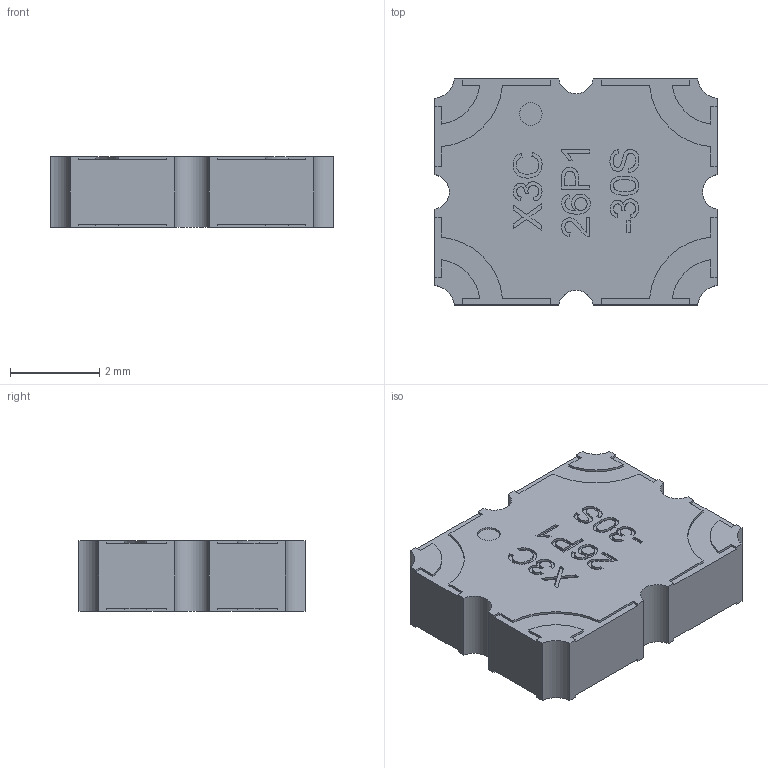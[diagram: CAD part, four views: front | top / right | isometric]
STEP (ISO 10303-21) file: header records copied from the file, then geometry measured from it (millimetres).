
FILE_DESCRIPTION (( 'STEP AP203' ), '1' );
FILE_NAME ('X3C26P1-30S.STEP', '2025-06-03T13:30:20', ( '' ), ( '' ), 'SwSTEP 2.0', 'SolidWorks 2023', '' );
FILE_SCHEMA (( 'CONFIG_CONTROL_DESIGN' ));
Length unit declared in the file: inch
Products named in the file (1): X3C26P1-30S
Bounding box: 6.35 x 5.08 x 1.57 mm (x, y, z)
Volume: 48 mm3; surface area: 101.8 mm2
Topology: 1 solids, 1 shells, 283 faces, 795 edges, 530 vertices
Faces by surface type: plane 166, bspline 96, cylinder 21
Entity records: 14354 total; most frequent: CARTESIAN_POINT 7585, ORIENTED_EDGE 1590, DIRECTION 1021, EDGE_CURVE 795, VECTOR 561, LINE 561, VERTEX_POINT 530, EDGE_LOOP 299
